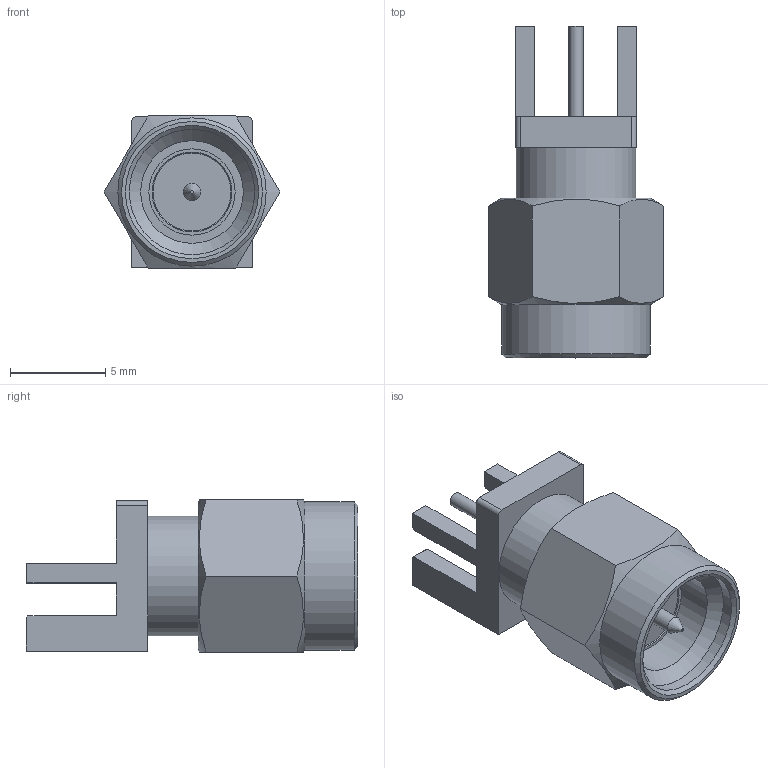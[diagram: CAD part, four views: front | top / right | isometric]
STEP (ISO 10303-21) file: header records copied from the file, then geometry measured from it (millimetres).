
FILE_DESCRIPTION(/* description */ (''),/* implementation_level */ '2;1');
FILE_NAME(/* name */ 'Taoglas EMPCB.SMAMST.A.step',/* time_stamp */ '2023-10-25T10:29:19+01:00',/* author */ (''),/* organization */ (''),/* preprocessor_version */ 'ST-DEVELOPER v20',/* originating_system */ 'Autodesk Translation Framework v12.14.0.127',/* authorisation */ '');
FILE_SCHEMA (('AUTOMOTIVE_DESIGN { 1 0 10303 214 3 1 1 }'));
Length unit declared in the file: millimetre
Products named in the file (1): Taoglas EMPCB.SMAMST.A
Bounding box: 9.24 x 17.45 x 8 mm (x, y, z)
Volume: 526.9 mm3; surface area: 872.6 mm2
Topology: 1 solids, 1 shells, 72 faces, 163 edges, 107 vertices
Faces by surface type: plane 44, cylinder 17, cone 11
Full cylindrical faces by diameter (mm): 0.75 x1, 0.92 x1, 4.1 x1, 4.54 x1, 4.7 x1, 5.4 x1, 5.5 x1, 6.24 x1, 6.3 x2, 6.35 x2, 6.6 x1, 7.1 x1, 7.8 x1
Entity records: 2055 total; most frequent: CARTESIAN_POINT 367, DIRECTION 348, ORIENTED_EDGE 326, EDGE_CURVE 163, AXIS2_PLACEMENT_3D 124, VERTEX_POINT 107, LINE 100, VECTOR 100
